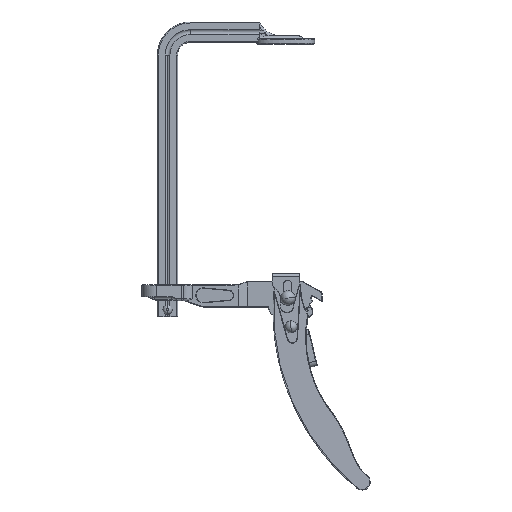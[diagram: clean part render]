
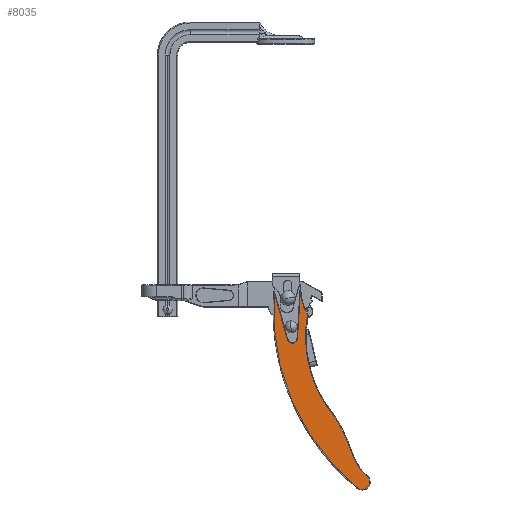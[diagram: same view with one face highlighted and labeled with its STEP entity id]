
A CAD part, top view. The second image highlights one B-rep face of the part: STEP entity #8035.
In plain terms, the highlighted face is planar.
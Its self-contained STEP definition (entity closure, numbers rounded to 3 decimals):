
#89 = CARTESIAN_POINT ( 'NONE',  ( 41.002, -189.511, 16.782 ) ) ;
#91 = CARTESIAN_POINT ( 'NONE',  ( 0., 0., 17.709 ) ) ;
#127 = VERTEX_POINT ( 'NONE', #14015 ) ;
#1021 =( BOUNDED_CURVE ( )  B_SPLINE_CURVE ( 3, ( #1037, #4597, #18211, #13523 ),
 .UNSPECIFIED., .F., .F. ) 
 B_SPLINE_CURVE_WITH_KNOTS ( ( 4, 4 ),
 ( 2.681, 3.558 ),
 .UNSPECIFIED. ) 
 CURVE ( )  GEOMETRIC_REPRESENTATION_ITEM ( )  RATIONAL_B_SPLINE_CURVE ( ( 1., 0.937, 0.937, 1. ) ) 
 REPRESENTATION_ITEM ( '' )  );
#1037 = CARTESIAN_POINT ( 'NONE',  ( 31.976, -147.377, 16.986 ) ) ;
#1282 = VERTEX_POINT ( 'NONE', #4845 ) ;
#1320 = EDGE_CURVE ( 'NONE', #10203, #19527, #16437, .T. ) ;
#1499 = CARTESIAN_POINT ( 'NONE',  ( 39.711, -175.135, 16.811 ) ) ;
#1537 = EDGE_CURVE ( 'NONE', #1282, #127, #2350, .T. ) ;
#1623 = EDGE_CURVE ( 'NONE', #16721, #6855, #18255, .T. ) ;
#2273 = ORIENTED_EDGE ( 'NONE', *, *, #18307, .F. ) ;
#2291 = CARTESIAN_POINT ( 'NONE',  ( 0.052, -1.466, 17.708 ) ) ;
#2350 =( BOUNDED_CURVE ( )  B_SPLINE_CURVE ( 3, ( #11618, #20224, #4847, #18546 ),
 .UNSPECIFIED., .F., .F. ) 
 B_SPLINE_CURVE_WITH_KNOTS ( ( 4, 4 ),
 ( 3.651, 6.283 ),
 .UNSPECIFIED. ) 
 CURVE ( )  GEOMETRIC_REPRESENTATION_ITEM ( )  RATIONAL_B_SPLINE_CURVE ( ( 1., 0.501, 0.501, 1. ) ) 
 REPRESENTATION_ITEM ( '' )  );
#2584 =( BOUNDED_CURVE ( )  B_SPLINE_CURVE ( 3, ( #8079, #9536, #16397, #6383 ),
 .UNSPECIFIED., .F., .F. ) 
 B_SPLINE_CURVE_WITH_KNOTS ( ( 4, 4 ),
 ( 0., 0.484 ),
 .UNSPECIFIED. ) 
 CURVE ( )  GEOMETRIC_REPRESENTATION_ITEM ( )  RATIONAL_B_SPLINE_CURVE ( ( 1., 0.981, 0.981, 1. ) ) 
 REPRESENTATION_ITEM ( '' )  );
#2871 = VERTEX_POINT ( 'NONE', #17853 ) ;
#3142 = VECTOR ( 'NONE', #17778, 1000. ) ;
#3185 = DIRECTION ( 'NONE',  ( 1., 0., -0.023 ) ) ;
#3189 = EDGE_CURVE ( 'NONE', #6855, #4661, #12305, .T. ) ;
#3226 = CARTESIAN_POINT ( 'NONE',  ( 28.102, -6.198, 17.073 ) ) ;
#3341 = ORIENTED_EDGE ( 'NONE', *, *, #1320, .T. ) ;
#3436 = ORIENTED_EDGE ( 'NONE', *, *, #1623, .F. ) ;
#4095 = ORIENTED_EDGE ( 'NONE', *, *, #14390, .T. ) ;
#4488 = CARTESIAN_POINT ( 'NONE',  ( 37.43, -228.065, 16.862 ) ) ;
#4597 = CARTESIAN_POINT ( 'NONE',  ( 14.013, -111.186, 17.392 ) ) ;
#4601 = CARTESIAN_POINT ( 'NONE',  ( 7.572, -53.912, 17.538 ) ) ;
#4661 = VERTEX_POINT ( 'NONE', #10925 ) ;
#4780 = EDGE_CURVE ( 'NONE', #19527, #2871, #1021, .T. ) ;
#4845 = CARTESIAN_POINT ( 'NONE',  ( 37.477, -228.142, 16.861 ) ) ;
#4847 = CARTESIAN_POINT ( 'NONE',  ( 52.968, -234.759, 16.511 ) ) ;
#5556 = CARTESIAN_POINT ( 'NONE',  ( 41.002, -189.511, 16.782 ) ) ;
#5622 = EDGE_CURVE ( 'NONE', #20796, #10203, #12740, .T. ) ;
#5859 =( BOUNDED_CURVE ( )  B_SPLINE_CURVE ( 3, ( #10016, #13421, #15400, #6783 ),
 .UNSPECIFIED., .F., .F. ) 
 B_SPLINE_CURVE_WITH_KNOTS ( ( 4, 4 ),
 ( 2.871, 3.312 ),
 .UNSPECIFIED. ) 
 CURVE ( )  GEOMETRIC_REPRESENTATION_ITEM ( )  RATIONAL_B_SPLINE_CURVE ( ( 1., 0.984, 0.984, 1. ) ) 
 REPRESENTATION_ITEM ( '' )  );
#6000 = VERTEX_POINT ( 'NONE', #20151 ) ;
#6048 = CARTESIAN_POINT ( 'NONE',  ( -12.863, -232.883, 18. ) ) ;
#6321 = ORIENTED_EDGE ( 'NONE', *, *, #12999, .F. ) ;
#6383 = CARTESIAN_POINT ( 'NONE',  ( 52.018, -220.264, 16.533 ) ) ;
#6461 = EDGE_CURVE ( 'NONE', #127, #20796, #2584, .T. ) ;
#6783 = CARTESIAN_POINT ( 'NONE',  ( 28.102, -6.198, 17.073 ) ) ;
#6855 = VERTEX_POINT ( 'NONE', #19464 ) ;
#7039 = ORIENTED_EDGE ( 'NONE', *, *, #5622, .T. ) ;
#7117 = CARTESIAN_POINT ( 'NONE',  ( 45.479, -211.195, 16.68 ) ) ;
#7683 = DIRECTION ( 'NONE',  ( -1., 0., 0.023 ) ) ;
#8035 = ADVANCED_FACE ( 'NONE', ( #18946 ), #15774, .F. ) ;
#8052 = CARTESIAN_POINT ( 'NONE',  ( 31.976, -147.377, 16.986 ) ) ;
#8079 = CARTESIAN_POINT ( 'NONE',  ( 52.968, -224.113, 16.511 ) ) ;
#8172 = CARTESIAN_POINT ( 'NONE',  ( 41.002, -189.511, 16.782 ) ) ;
#9536 = CARTESIAN_POINT ( 'NONE',  ( 52.968, -222.765, 16.511 ) ) ;
#9827 = AXIS2_PLACEMENT_3D ( 'NONE', #4601, #18364, #3185 ) ;
#10016 = CARTESIAN_POINT ( 'NONE',  ( 29.481, -33.848, 17.042 ) ) ;
#10203 = VERTEX_POINT ( 'NONE', #8172 ) ;
#10624 = ORIENTED_EDGE ( 'NONE', *, *, #4780, .T. ) ;
#10816 = ORIENTED_EDGE ( 'NONE', *, *, #15817, .T. ) ;
#10925 = CARTESIAN_POINT ( 'NONE',  ( 12.981, -55.569, 17.415 ) ) ;
#11618 = CARTESIAN_POINT ( 'NONE',  ( 37.477, -228.142, 16.861 ) ) ;
#11894 = AXIS2_PLACEMENT_3D ( 'NONE', #6048, #15991, #7683 ) ;
#12305 = CIRCLE ( 'NONE', #9827, 5.658 ) ;
#12324 = CARTESIAN_POINT ( 'NONE',  ( 41.708, -200.67, 16.766 ) ) ;
#12584 = CARTESIAN_POINT ( 'NONE',  ( 37.477, -228.142, 16.861 ) ) ;
#12740 =( BOUNDED_CURVE ( )  B_SPLINE_CURVE ( 3, ( #20733, #7117, #12324, #5556 ),
 .UNSPECIFIED., .F., .F. ) 
 B_SPLINE_CURVE_WITH_KNOTS ( ( 4, 4 ),
 ( 2.517, 3.078 ),
 .UNSPECIFIED. ) 
 CURVE ( )  GEOMETRIC_REPRESENTATION_ITEM ( )  RATIONAL_B_SPLINE_CURVE ( ( 1., 0.974, 0.974, 1. ) ) 
 REPRESENTATION_ITEM ( '' )  );
#12999 = EDGE_CURVE ( 'NONE', #4661, #15761, #13457, .T. ) ;
#13331 = CARTESIAN_POINT ( 'NONE',  ( 31.976, -147.377, 16.986 ) ) ;
#13421 = CARTESIAN_POINT ( 'NONE',  ( 26.977, -24.809, 17.099 ) ) ;
#13457 = LINE ( 'NONE', #16194, #3142 ) ;
#13519 = CARTESIAN_POINT ( 'NONE',  ( 52.018, -220.264, 16.533 ) ) ;
#13523 = CARTESIAN_POINT ( 'NONE',  ( 29.481, -33.848, 17.042 ) ) ;
#13729 = VECTOR ( 'NONE', #15535, 1000. ) ;
#13917 = CARTESIAN_POINT ( 'NONE',  ( -12.326, -161.826, 17.988 ) ) ;
#14015 = CARTESIAN_POINT ( 'NONE',  ( 52.968, -224.113, 16.511 ) ) ;
#14390 = EDGE_CURVE ( 'NONE', #16721, #6000, #19367, .T. ) ;
#15400 = CARTESIAN_POINT ( 'NONE',  ( 26.51, -15.442, 17.109 ) ) ;
#15535 = DIRECTION ( 'NONE',  ( 0.035, -0.999, -0.001 ) ) ;
#15600 = CARTESIAN_POINT ( 'NONE',  ( 37.403, -228.029, 16.863 ) ) ;
#15613 = CARTESIAN_POINT ( 'NONE',  ( 0.052, -1.466, 17.708 ) ) ;
#15761 = VERTEX_POINT ( 'NONE', #3226 ) ;
#15774 = PLANE ( 'NONE',  #11894 ) ;
#15817 = EDGE_CURVE ( 'NONE', #2871, #15761, #5859, .T. ) ;
#15991 = DIRECTION ( 'NONE',  ( -0.023, 0., -1. ) ) ;
#16194 = CARTESIAN_POINT ( 'NONE',  ( 12.981, -55.569, 17.415 ) ) ;
#16260 = CARTESIAN_POINT ( 'NONE',  ( 37.403, -228.029, 16.863 ) ) ;
#16397 = CARTESIAN_POINT ( 'NONE',  ( 52.645, -221.457, 16.518 ) ) ;
#16437 =( BOUNDED_CURVE ( )  B_SPLINE_CURVE ( 3, ( #89, #1499, #18685, #13331 ),
 .UNSPECIFIED., .F., .F. ) 
 B_SPLINE_CURVE_WITH_KNOTS ( ( 4, 4 ),
 ( 0.09, 0.332 ),
 .UNSPECIFIED. ) 
 CURVE ( )  GEOMETRIC_REPRESENTATION_ITEM ( )  RATIONAL_B_SPLINE_CURVE ( ( 1., 0.995, 0.995, 1. ) ) 
 REPRESENTATION_ITEM ( '' )  );
#16721 = VERTEX_POINT ( 'NONE', #15613 ) ;
#17646 = ORIENTED_EDGE ( 'NONE', *, *, #3189, .F. ) ;
#17778 = DIRECTION ( 'NONE',  ( 0.293, 0.956, -0.007 ) ) ;
#17853 = CARTESIAN_POINT ( 'NONE',  ( 29.481, -33.848, 17.042 ) ) ;
#18211 = CARTESIAN_POINT ( 'NONE',  ( 13.125, -70.793, 17.412 ) ) ;
#18255 = LINE ( 'NONE', #91, #13729 ) ;
#18307 = EDGE_CURVE ( 'NONE', #1282, #6000, #18938, .T. ) ;
#18364 = DIRECTION ( 'NONE',  ( 0.023, 0., 1. ) ) ;
#18546 = CARTESIAN_POINT ( 'NONE',  ( 52.968, -224.113, 16.511 ) ) ;
#18685 = CARTESIAN_POINT ( 'NONE',  ( 36.687, -161.021, 16.879 ) ) ;
#18938 =( BOUNDED_CURVE ( )  B_SPLINE_CURVE ( 3, ( #12584, #19637, #4488, #16260 ),
 .UNSPECIFIED., .F., .F. ) 
 B_SPLINE_CURVE_WITH_KNOTS ( ( 4, 4 ),
 ( 3.651, 3.786 ),
 .UNSPECIFIED. ) 
 CURVE ( )  GEOMETRIC_REPRESENTATION_ITEM ( )  RATIONAL_B_SPLINE_CURVE ( ( 1., 0.998, 0.998, 1. ) ) 
 REPRESENTATION_ITEM ( '' )  );
#18946 = FACE_OUTER_BOUND ( 'NONE', #20523, .T. ) ;
#19045 = ORIENTED_EDGE ( 'NONE', *, *, #1537, .T. ) ;
#19367 =( BOUNDED_CURVE ( )  B_SPLINE_CURVE ( 3, ( #2291, #20981, #13917, #15600 ),
 .UNSPECIFIED., .F., .F. ) 
 B_SPLINE_CURVE_WITH_KNOTS ( ( 4, 4 ),
 ( 2.824, 3.786 ),
 .UNSPECIFIED. ) 
 CURVE ( )  GEOMETRIC_REPRESENTATION_ITEM ( )  RATIONAL_B_SPLINE_CURVE ( ( 1., 0.924, 0.924, 1. ) ) 
 REPRESENTATION_ITEM ( '' )  );
#19464 = CARTESIAN_POINT ( 'NONE',  ( 1.919, -54.112, 17.666 ) ) ;
#19527 = VERTEX_POINT ( 'NONE', #8052 ) ;
#19637 = CARTESIAN_POINT ( 'NONE',  ( 37.455, -228.103, 16.862 ) ) ;
#20151 = CARTESIAN_POINT ( 'NONE',  ( 37.403, -228.029, 16.863 ) ) ;
#20224 = CARTESIAN_POINT ( 'NONE',  ( 42.665, -237.439, 16.744 ) ) ;
#20523 = EDGE_LOOP ( 'NONE', ( #10624, #10816, #6321, #17646, #3436, #4095, #2273, #19045, #20839, #7039, #3341 ) ) ;
#20733 = CARTESIAN_POINT ( 'NONE',  ( 52.018, -220.264, 16.533 ) ) ;
#20796 = VERTEX_POINT ( 'NONE', #13519 ) ;
#20839 = ORIENTED_EDGE ( 'NONE', *, *, #6461, .T. ) ;
#20981 = CARTESIAN_POINT ( 'NONE',  ( -25.794, -80.128, 18.292 ) ) ;
